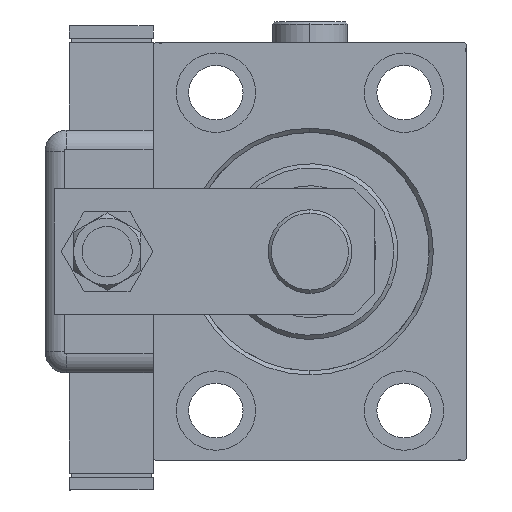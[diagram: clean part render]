
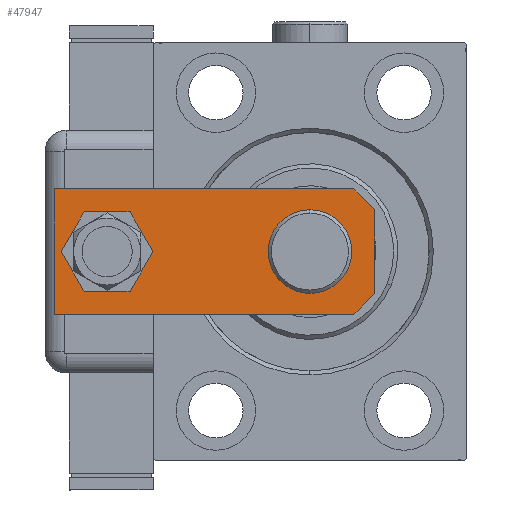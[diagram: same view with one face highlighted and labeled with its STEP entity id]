
A CAD part, left-side view. The second image highlights one B-rep face of the part: STEP entity #47947.
In plain terms, the highlighted face is planar.
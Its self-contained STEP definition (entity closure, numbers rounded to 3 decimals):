
#767 = EDGE_CURVE ( 'NONE', #8527, #41112, #45248, .T. ) ;
#1268 = EDGE_CURVE ( 'NONE', #7924, #43565, #46332, .T. ) ;
#2153 = ORIENTED_EDGE ( 'NONE', *, *, #2368, .T. ) ;
#2368 = EDGE_CURVE ( 'NONE', #14969, #22432, #11351, .T. ) ;
#2669 = AXIS2_PLACEMENT_3D ( 'NONE', #51404, #8755, #52312 ) ;
#3140 = LINE ( 'NONE', #26551, #39254 ) ;
#4003 = EDGE_LOOP ( 'NONE', ( #51989, #2153 ) ) ;
#4154 = ORIENTED_EDGE ( 'NONE', *, *, #52292, .T. ) ;
#5389 = AXIS2_PLACEMENT_3D ( 'NONE', #41049, #22700, #60922 ) ;
#6252 = PLANE ( 'NONE',  #37123 ) ;
#7924 = VERTEX_POINT ( 'NONE', #36195 ) ;
#8024 = CARTESIAN_POINT ( 'NONE',  ( 0., 15.5, 0. ) ) ;
#8527 = VERTEX_POINT ( 'NONE', #26263 ) ;
#8673 = ORIENTED_EDGE ( 'NONE', *, *, #1268, .F. ) ;
#8755 = DIRECTION ( 'NONE',  ( 0., 0., 1. ) ) ;
#8955 = EDGE_CURVE ( 'NONE', #34958, #45890, #27559, .T. ) ;
#10087 = ORIENTED_EDGE ( 'NONE', *, *, #8955, .T. ) ;
#10088 = CIRCLE ( 'NONE', #35934, 7. ) ;
#10168 = CARTESIAN_POINT ( 'NONE',  ( 7., 64., 0. ) ) ;
#10956 = LINE ( 'NONE', #34033, #58511 ) ;
#11351 = CIRCLE ( 'NONE', #5389, 7. ) ;
#12813 = DIRECTION ( 'NONE',  ( 1., 0., 0. ) ) ;
#13429 = VECTOR ( 'NONE', #32126, 1000. ) ;
#14969 = VERTEX_POINT ( 'NONE', #10168 ) ;
#15880 = ORIENTED_EDGE ( 'NONE', *, *, #54944, .T. ) ;
#16300 = DIRECTION ( 'NONE',  ( -0.707, 0.707, 0. ) ) ;
#16317 = VECTOR ( 'NONE', #19981, 1000. ) ;
#16479 = DIRECTION ( 'NONE',  ( 1., 0., 0. ) ) ;
#16851 = EDGE_CURVE ( 'NONE', #43565, #41112, #10956, .T. ) ;
#17282 = VECTOR ( 'NONE', #16300, 1000. ) ;
#19219 = ORIENTED_EDGE ( 'NONE', *, *, #767, .T. ) ;
#19981 = DIRECTION ( 'NONE',  ( 0., 1., 0. ) ) ;
#20999 = VERTEX_POINT ( 'NONE', #51917 ) ;
#21907 = CARTESIAN_POINT ( 'NONE',  ( -15., 5., 0. ) ) ;
#22432 = VERTEX_POINT ( 'NONE', #42473 ) ;
#22693 = CARTESIAN_POINT ( 'NONE',  ( 15., 76.5, 0. ) ) ;
#22700 = DIRECTION ( 'NONE',  ( 0., 0., 1. ) ) ;
#23158 = CARTESIAN_POINT ( 'NONE',  ( -10., 15.5, 0. ) ) ;
#23607 = EDGE_CURVE ( 'NONE', #22432, #14969, #10088, .T. ) ;
#24143 = ORIENTED_EDGE ( 'NONE', *, *, #59998, .F. ) ;
#24891 = EDGE_LOOP ( 'NONE', ( #10087, #15880 ) ) ;
#25013 = DIRECTION ( 'NONE',  ( 0., -1., 0. ) ) ;
#25899 = CARTESIAN_POINT ( 'NONE',  ( -15., 76.5, 0. ) ) ;
#26215 = CARTESIAN_POINT ( 'NONE',  ( 0., 0., 0. ) ) ;
#26263 = CARTESIAN_POINT ( 'NONE',  ( -10., 0., 0. ) ) ;
#26551 = CARTESIAN_POINT ( 'NONE',  ( -15., 0., 0. ) ) ;
#27067 = DIRECTION ( 'NONE',  ( 0., 0., 1. ) ) ;
#27559 = CIRCLE ( 'NONE', #2669, 10. ) ;
#28442 = DIRECTION ( 'NONE',  ( 1., 0., 0. ) ) ;
#30015 = CARTESIAN_POINT ( 'NONE',  ( -10., 0., 0. ) ) ;
#32126 = DIRECTION ( 'NONE',  ( -0.707, -0.707, 0. ) ) ;
#34033 = CARTESIAN_POINT ( 'NONE',  ( -15., 76.5, 0. ) ) ;
#34288 = LINE ( 'NONE', #53848, #16317 ) ;
#34958 = VERTEX_POINT ( 'NONE', #23158 ) ;
#35232 = FACE_BOUND ( 'NONE', #24891, .T. ) ;
#35934 = AXIS2_PLACEMENT_3D ( 'NONE', #50836, #37765, #28442 ) ;
#36195 = CARTESIAN_POINT ( 'NONE',  ( 15., 76.5, 0. ) ) ;
#37123 = AXIS2_PLACEMENT_3D ( 'NONE', #26215, #58544, #54498 ) ;
#37765 = DIRECTION ( 'NONE',  ( 0., 0., 1. ) ) ;
#39026 = EDGE_LOOP ( 'NONE', ( #24143, #19219, #61207, #8673, #55123, #4154 ) ) ;
#39254 = VECTOR ( 'NONE', #12813, 1000. ) ;
#41049 = CARTESIAN_POINT ( 'NONE',  ( 0., 64., 0. ) ) ;
#41112 = VERTEX_POINT ( 'NONE', #21907 ) ;
#41146 = CARTESIAN_POINT ( 'NONE',  ( 15., 5., 0. ) ) ;
#42473 = CARTESIAN_POINT ( 'NONE',  ( -7., 64., 0. ) ) ;
#43565 = VERTEX_POINT ( 'NONE', #25899 ) ;
#45248 = LINE ( 'NONE', #30015, #17282 ) ;
#45890 = VERTEX_POINT ( 'NONE', #53940 ) ;
#46332 = LINE ( 'NONE', #22693, #58039 ) ;
#47947 = ADVANCED_FACE ( 'NONE', ( #58854, #48920, #35232 ), #6252, .F. ) ;
#48059 = VERTEX_POINT ( 'NONE', #60699 ) ;
#48920 = FACE_BOUND ( 'NONE', #4003, .T. ) ;
#50064 = EDGE_CURVE ( 'NONE', #48059, #7924, #34288, .T. ) ;
#50667 = DIRECTION ( 'NONE',  ( -1., 0., 0. ) ) ;
#50836 = CARTESIAN_POINT ( 'NONE',  ( 0., 64., 0. ) ) ;
#51077 = LINE ( 'NONE', #41146, #13429 ) ;
#51404 = CARTESIAN_POINT ( 'NONE',  ( 0., 15.5, 0. ) ) ;
#51917 = CARTESIAN_POINT ( 'NONE',  ( 10., 0., 0. ) ) ;
#51989 = ORIENTED_EDGE ( 'NONE', *, *, #23607, .T. ) ;
#52292 = EDGE_CURVE ( 'NONE', #48059, #20999, #51077, .T. ) ;
#52312 = DIRECTION ( 'NONE',  ( 1., 0., 0. ) ) ;
#53848 = CARTESIAN_POINT ( 'NONE',  ( 15., 0., 0. ) ) ;
#53940 = CARTESIAN_POINT ( 'NONE',  ( 10., 15.5, 0. ) ) ;
#54246 = AXIS2_PLACEMENT_3D ( 'NONE', #8024, #27067, #16479 ) ;
#54498 = DIRECTION ( 'NONE',  ( 1., 0., 0. ) ) ;
#54944 = EDGE_CURVE ( 'NONE', #45890, #34958, #61216, .T. ) ;
#55123 = ORIENTED_EDGE ( 'NONE', *, *, #50064, .F. ) ;
#58039 = VECTOR ( 'NONE', #50667, 1000. ) ;
#58511 = VECTOR ( 'NONE', #25013, 1000. ) ;
#58544 = DIRECTION ( 'NONE',  ( 0., 0., 1. ) ) ;
#58854 = FACE_OUTER_BOUND ( 'NONE', #39026, .T. ) ;
#59998 = EDGE_CURVE ( 'NONE', #8527, #20999, #3140, .T. ) ;
#60699 = CARTESIAN_POINT ( 'NONE',  ( 15., 5., 0. ) ) ;
#60922 = DIRECTION ( 'NONE',  ( 1., 0., 0. ) ) ;
#61207 = ORIENTED_EDGE ( 'NONE', *, *, #16851, .F. ) ;
#61216 = CIRCLE ( 'NONE', #54246, 10. ) ;
